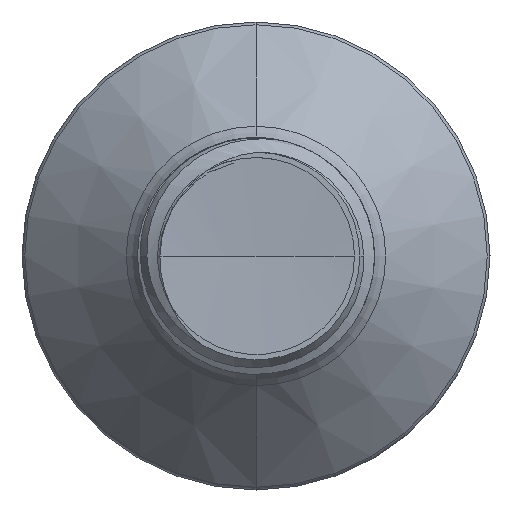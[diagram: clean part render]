
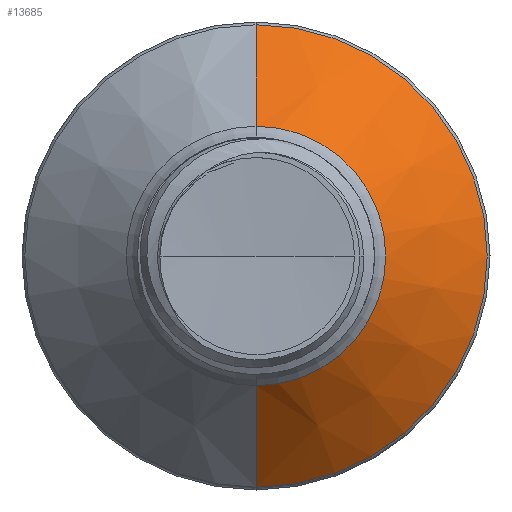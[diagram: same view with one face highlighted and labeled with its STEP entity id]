
A CAD part, front view. The second image highlights one B-rep face of the part: STEP entity #13685.
In plain terms, the highlighted conical face has half-angle 45 degrees and reference radius 4.381 mm.
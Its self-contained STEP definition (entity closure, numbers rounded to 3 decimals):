
#162 = ORIENTED_EDGE ( 'NONE', *, *, #22739, .T. ) ;
#512 = DIRECTION ( 'NONE',  ( 0., 0.707, 0.707 ) ) ;
#514 = EDGE_CURVE ( 'NONE', #18667, #14683, #5471, .T. ) ;
#547 = CARTESIAN_POINT ( 'NONE',  ( 0., 15.558, 4.381 ) ) ;
#983 = VECTOR ( 'NONE', #512, 1000. ) ;
#1726 = CARTESIAN_POINT ( 'NONE',  ( 0., 15.558, 4.381 ) ) ;
#5471 = CIRCLE ( 'NONE', #6592, 4.381 ) ;
#5733 = ORIENTED_EDGE ( 'NONE', *, *, #514, .T. ) ;
#6592 = AXIS2_PLACEMENT_3D ( 'NONE', #18287, #20415, #20406 ) ;
#6895 = DIRECTION ( 'NONE',  ( 0., 0.707, -0.707 ) ) ;
#8030 = ORIENTED_EDGE ( 'NONE', *, *, #19800, .F. ) ;
#8168 = ORIENTED_EDGE ( 'NONE', *, *, #16418, .F. ) ;
#10873 = CIRCLE ( 'NONE', #20743, 7.807 ) ;
#10904 = CARTESIAN_POINT ( 'NONE',  ( 0., 15.558, -4.381 ) ) ;
#11384 = VERTEX_POINT ( 'NONE', #14471 ) ;
#12307 = CARTESIAN_POINT ( 'NONE',  ( 0., 18.985, 0. ) ) ;
#13685 = ADVANCED_FACE ( 'NONE', ( #14592 ), #19581, .T. ) ;
#14471 = CARTESIAN_POINT ( 'NONE',  ( 0., 18.985, -7.807 ) ) ;
#14592 = FACE_OUTER_BOUND ( 'NONE', #15986, .T. ) ;
#14683 = VERTEX_POINT ( 'NONE', #10904 ) ;
#15796 = CARTESIAN_POINT ( 'NONE',  ( 0., 18.985, 7.807 ) ) ;
#15986 = EDGE_LOOP ( 'NONE', ( #5733, #162, #8030, #8168 ) ) ;
#16418 = EDGE_CURVE ( 'NONE', #18667, #17344, #19219, .T. ) ;
#17344 = VERTEX_POINT ( 'NONE', #15796 ) ;
#17542 = LINE ( 'NONE', #20368, #26985 ) ;
#18287 = CARTESIAN_POINT ( 'NONE',  ( 0., 15.558, 0. ) ) ;
#18667 = VERTEX_POINT ( 'NONE', #1726 ) ;
#19150 = DIRECTION ( 'NONE',  ( 0., 0., 1. ) ) ;
#19155 = CARTESIAN_POINT ( 'NONE',  ( 0., 15.558, 0. ) ) ;
#19219 = LINE ( 'NONE', #547, #983 ) ;
#19581 = CONICAL_SURFACE ( 'NONE', #26333, 4.381, 0.785 ) ;
#19800 = EDGE_CURVE ( 'NONE', #17344, #11384, #10873, .T. ) ;
#20182 = DIRECTION ( 'NONE',  ( 0., 1., 0. ) ) ;
#20368 = CARTESIAN_POINT ( 'NONE',  ( 0., 15.558, -4.381 ) ) ;
#20406 = DIRECTION ( 'NONE',  ( 0., 0., 1. ) ) ;
#20415 = DIRECTION ( 'NONE',  ( 0., 1., 0. ) ) ;
#20743 = AXIS2_PLACEMENT_3D ( 'NONE', #12307, #24416, #24410 ) ;
#22739 = EDGE_CURVE ( 'NONE', #14683, #11384, #17542, .T. ) ;
#24410 = DIRECTION ( 'NONE',  ( 0., 0., 1. ) ) ;
#24416 = DIRECTION ( 'NONE',  ( 0., 1., 0. ) ) ;
#26333 = AXIS2_PLACEMENT_3D ( 'NONE', #19155, #20182, #19150 ) ;
#26985 = VECTOR ( 'NONE', #6895, 1000. ) ;
